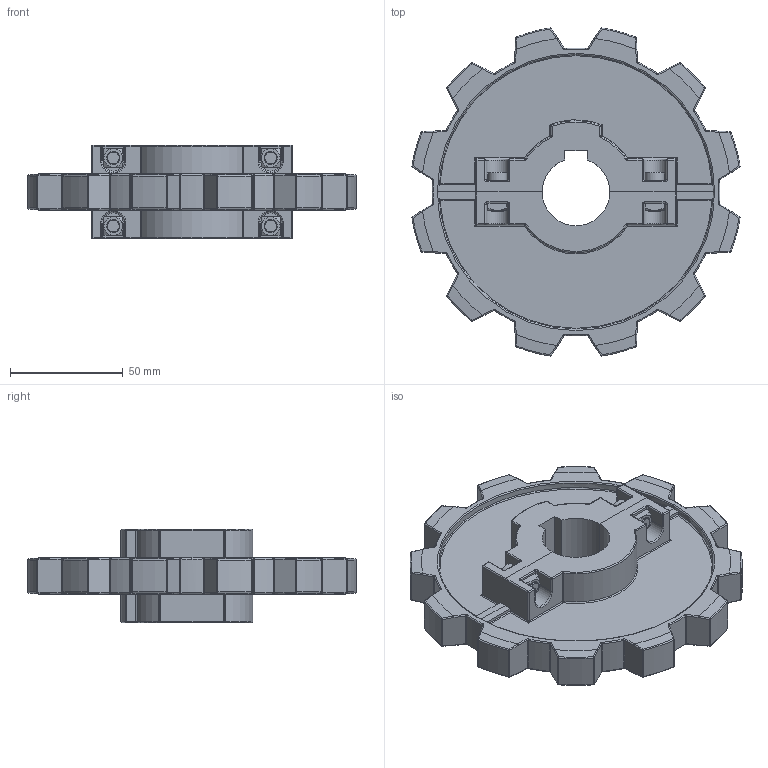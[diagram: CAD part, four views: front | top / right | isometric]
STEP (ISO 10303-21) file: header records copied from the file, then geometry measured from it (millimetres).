
FILE_DESCRIPTION (( 'STEP AP214' ), '1' );
FILE_NAME ('Rexnord-NS880 Thermoplastic Split Sprocket-NS880 Thermoplastic Split-12T 30MM Shaft-Ready Round Bore.STEP', '2019-10-01T09:23:56', ( '' ), ( '' ), 'SwSTEP 2.0', 'SolidWorks 2019', '' );
FILE_SCHEMA (( 'AUTOMOTIVE_DESIGN' ));
Length unit declared in the file: inch
Products named in the file (1): Rexnord-NS880 Thermoplastic Split Sprocket-NS880 Thermoplastic Split-12T 30MM Shaft-Ready Round Bore
Bounding box: 145.53 x 145.53 x 41.4 mm (x, y, z)
Volume: 234079.2 mm3; surface area: 57457.9 mm2
Topology: 9 solids, 9 shells, 871 faces, 2066 edges, 1163 vertices
Faces by surface type: cylinder 320, torus 176, plane 157, sphere 104, bspline 58, cone 56
Entity records: 35622 total; most frequent: CARTESIAN_POINT 6185, DIRECTION 4395, ORIENTED_EDGE 3984, EDGE_CURVE 1992, AXIS2_PLACEMENT_3D 1849, VERTEX_POINT 1147, CIRCLE 1035, EDGE_LOOP 897
